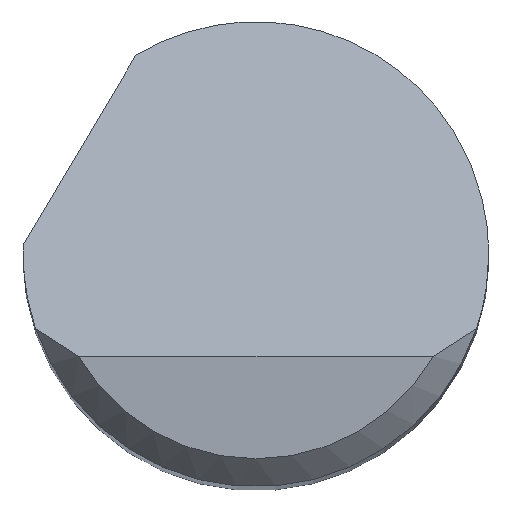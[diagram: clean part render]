
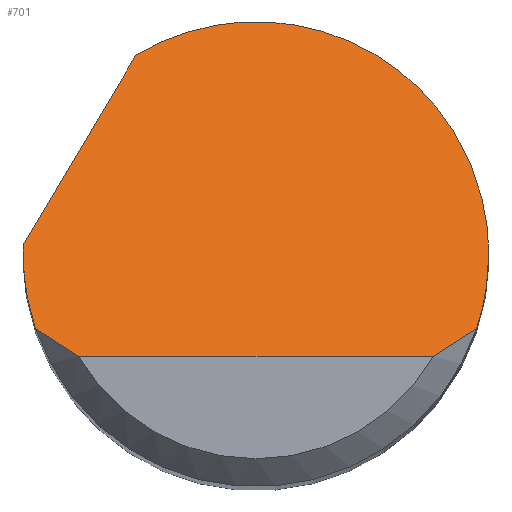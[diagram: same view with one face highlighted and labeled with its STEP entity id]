
A CAD part, top view. The second image highlights one B-rep face of the part: STEP entity #701.
In plain terms, the highlighted planar face has unit normal (0, 0.707, 0.707).
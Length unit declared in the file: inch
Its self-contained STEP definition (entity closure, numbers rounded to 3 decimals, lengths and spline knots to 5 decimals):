
#1 = EDGE_CURVE ( 'NONE', #57, #167, #398, .T. ) ;
#8 = EDGE_CURVE ( 'NONE', #731, #57, #209, .T. ) ;
#20 = CARTESIAN_POINT ( 'NONE',  ( -0.12497, 0.00333, 1.94167 ) ) ;
#21 = CARTESIAN_POINT ( 'NONE',  ( 0.125, 0., 1.945 ) ) ;
#27 = EDGE_CURVE ( 'NONE', #644, #523, #369, .T. ) ;
#29 =( BOUNDED_CURVE ( )  B_SPLINE_CURVE ( 3, ( #266, #248, #20, #483 ),
 .UNSPECIFIED., .F., .F. ) 
 B_SPLINE_CURVE_WITH_KNOTS ( ( 4, 4 ),
 ( 4.71239, 4.7524 ),
 .UNSPECIFIED. ) 
 CURVE ( )  GEOMETRIC_REPRESENTATION_ITEM ( )  RATIONAL_B_SPLINE_CURVE ( ( 1., 1., 1., 1. ) ) 
 REPRESENTATION_ITEM ( '' )  );
#39 = CARTESIAN_POINT ( 'NONE',  ( 0.10339, -0.05031, 1.99531 ) ) ;
#40 = CARTESIAN_POINT ( 'NONE',  ( -0.11843, -0.04, 1.985 ) ) ;
#44 = CARTESIAN_POINT ( 'NONE',  ( -0.06437, 0.10715, 1.83785 ) ) ;
#57 = VERTEX_POINT ( 'NONE', #654 ) ;
#58 = FACE_OUTER_BOUND ( 'NONE', #309, .T. ) ;
#65 = CARTESIAN_POINT ( 'NONE',  ( 0.125, 0., 1.945 ) ) ;
#81 = CARTESIAN_POINT ( 'NONE',  ( 0.125, -0.01363, 1.95863 ) ) ;
#93 = CARTESIAN_POINT ( 'NONE',  ( 0.125, 0.10961, 1.83539 ) ) ;
#95 = CARTESIAN_POINT ( 'NONE',  ( -0.11107, -0.04528, 1.99028 ) ) ;
#144 = CARTESIAN_POINT ( 'NONE',  ( -0.1249, 0.005, 1.94 ) ) ;
#167 = VERTEX_POINT ( 'NONE', #246 ) ;
#171 = DIRECTION ( 'NONE',  ( 0., 0.707, -0.707 ) ) ;
#190 = VECTOR ( 'NONE', #504, 39.37008 ) ;
#204 = VERTEX_POINT ( 'NONE', #144 ) ;
#209 = LINE ( 'NONE', #604, #190 ) ;
#225 = ORIENTED_EDGE ( 'NONE', *, *, #371, .F. ) ;
#246 = CARTESIAN_POINT ( 'NONE',  ( 0.11843, -0.04, 1.985 ) ) ;
#248 = CARTESIAN_POINT ( 'NONE',  ( -0.125, 0.00167, 1.94333 ) ) ;
#249 = CARTESIAN_POINT ( 'NONE',  ( 0.12279, -0.02708, 1.97208 ) ) ;
#266 = CARTESIAN_POINT ( 'NONE',  ( -0.125, 0., 1.945 ) ) ;
#271 = DIRECTION ( 'NONE',  ( 0.386, 0.652, -0.652 ) ) ;
#274 = CARTESIAN_POINT ( 'NONE',  ( 0.0296, 0.1636, 1.7814 ) ) ;
#280 = CARTESIAN_POINT ( 'NONE',  ( 0.09526, -0.055, 2. ) ) ;
#296 = EDGE_CURVE ( 'NONE', #523, #167, #396, .T. ) ;
#298 = ORIENTED_EDGE ( 'NONE', *, *, #647, .F. ) ;
#309 = EDGE_LOOP ( 'NONE', ( #496, #622, #431, #449, #225, #385, #298, #448 ) ) ;
#313 = CARTESIAN_POINT ( 'NONE',  ( -0.06437, 0.10715, 1.83785 ) ) ;
#315 = CARTESIAN_POINT ( 'NONE',  ( -0.12279, -0.02708, 1.97208 ) ) ;
#326 = CARTESIAN_POINT ( 'NONE',  ( 0.11107, -0.04528, 1.99028 ) ) ;
#369 =( BOUNDED_CURVE ( )  B_SPLINE_CURVE ( 3, ( #44, #274, #93, #500 ),
 .UNSPECIFIED., .F., .F. ) 
 B_SPLINE_CURVE_WITH_KNOTS ( ( 4, 4 ),
 ( 5.74227, 7.85398 ),
 .UNSPECIFIED. ) 
 CURVE ( )  GEOMETRIC_REPRESENTATION_ITEM ( )  RATIONAL_B_SPLINE_CURVE ( ( 1., 0.662, 0.662, 1. ) ) 
 REPRESENTATION_ITEM ( '' )  );
#370 = CARTESIAN_POINT ( 'NONE',  ( -0.125, 0., 1.945 ) ) ;
#371 = EDGE_CURVE ( 'NONE', #204, #644, #733, .T. ) ;
#385 = ORIENTED_EDGE ( 'NONE', *, *, #655, .F. ) ;
#396 =( BOUNDED_CURVE ( )  B_SPLINE_CURVE ( 3, ( #21, #81, #249, #618 ),
 .UNSPECIFIED., .F., .F. ) 
 B_SPLINE_CURVE_WITH_KNOTS ( ( 4, 4 ),
 ( 1.5708, 1.89653 ),
 .UNSPECIFIED. ) 
 CURVE ( )  GEOMETRIC_REPRESENTATION_ITEM ( )  RATIONAL_B_SPLINE_CURVE ( ( 1., 0.991, 0.991, 1. ) ) 
 REPRESENTATION_ITEM ( '' )  );
#398 = B_SPLINE_CURVE_WITH_KNOTS ( 'NONE', 3,
 ( #280, #39, #326, #554 ),
 .UNSPECIFIED., .F., .F.,
 ( 4, 4 ),
 ( 0., 0.0008 ),
 .UNSPECIFIED. ) ;
#426 = CARTESIAN_POINT ( 'NONE',  ( -0.11843, -0.04, 1.985 ) ) ;
#431 = ORIENTED_EDGE ( 'NONE', *, *, #296, .F. ) ;
#440 = CARTESIAN_POINT ( 'NONE',  ( -0.125, -0.055, 2. ) ) ;
#448 = ORIENTED_EDGE ( 'NONE', *, *, #734, .T. ) ;
#449 = ORIENTED_EDGE ( 'NONE', *, *, #27, .F. ) ;
#450 = DIRECTION ( 'NONE',  ( 0., -0.707, -0.707 ) ) ;
#453 = CARTESIAN_POINT ( 'NONE',  ( -0.10339, -0.05031, 1.99531 ) ) ;
#469 =( BOUNDED_CURVE ( )  B_SPLINE_CURVE ( 3, ( #530, #315, #538, #370 ),
 .UNSPECIFIED., .F., .F. ) 
 B_SPLINE_CURVE_WITH_KNOTS ( ( 4, 4 ),
 ( 4.38666, 4.71239 ),
 .UNSPECIFIED. ) 
 CURVE ( )  GEOMETRIC_REPRESENTATION_ITEM ( )  RATIONAL_B_SPLINE_CURVE ( ( 1., 0.991, 0.991, 1. ) ) 
 REPRESENTATION_ITEM ( '' )  );
#483 = CARTESIAN_POINT ( 'NONE',  ( -0.1249, 0.005, 1.94 ) ) ;
#496 = ORIENTED_EDGE ( 'NONE', *, *, #8, .T. ) ;
#500 = CARTESIAN_POINT ( 'NONE',  ( 0.125, 0., 1.945 ) ) ;
#502 = CARTESIAN_POINT ( 'NONE',  ( -0.15516, -0.04606, 1.99106 ) ) ;
#504 = DIRECTION ( 'NONE',  ( 1., 0., 0. ) ) ;
#523 = VERTEX_POINT ( 'NONE', #65 ) ;
#530 = CARTESIAN_POINT ( 'NONE',  ( -0.11843, -0.04, 1.985 ) ) ;
#538 = CARTESIAN_POINT ( 'NONE',  ( -0.125, -0.01363, 1.95863 ) ) ;
#544 = VECTOR ( 'NONE', #271, 39.37008 ) ;
#548 = AXIS2_PLACEMENT_3D ( 'NONE', #440, #450, #171 ) ;
#549 = VERTEX_POINT ( 'NONE', #641 ) ;
#551 = PLANE ( 'NONE',  #548 ) ;
#554 = CARTESIAN_POINT ( 'NONE',  ( 0.11843, -0.04, 1.985 ) ) ;
#604 = CARTESIAN_POINT ( 'NONE',  ( 0., -0.055, 2. ) ) ;
#608 = CARTESIAN_POINT ( 'NONE',  ( -0.09526, -0.055, 2. ) ) ;
#618 = CARTESIAN_POINT ( 'NONE',  ( 0.11843, -0.04, 1.985 ) ) ;
#619 = VERTEX_POINT ( 'NONE', #426 ) ;
#622 = ORIENTED_EDGE ( 'NONE', *, *, #1, .T. ) ;
#631 = B_SPLINE_CURVE_WITH_KNOTS ( 'NONE', 3,
 ( #40, #95, #453, #687 ),
 .UNSPECIFIED., .F., .F.,
 ( 4, 4 ),
 ( 0., 0.0008 ),
 .UNSPECIFIED. ) ;
#641 = CARTESIAN_POINT ( 'NONE',  ( -0.125, 0., 1.945 ) ) ;
#644 = VERTEX_POINT ( 'NONE', #313 ) ;
#647 = EDGE_CURVE ( 'NONE', #619, #549, #469, .T. ) ;
#654 = CARTESIAN_POINT ( 'NONE',  ( 0.09526, -0.055, 2. ) ) ;
#655 = EDGE_CURVE ( 'NONE', #549, #204, #29, .T. ) ;
#687 = CARTESIAN_POINT ( 'NONE',  ( -0.09526, -0.055, 2. ) ) ;
#701 = ADVANCED_FACE ( 'NONE', ( #58 ), #551, .F. ) ;
#731 = VERTEX_POINT ( 'NONE', #608 ) ;
#733 = LINE ( 'NONE', #502, #544 ) ;
#734 = EDGE_CURVE ( 'NONE', #619, #731, #631, .T. ) ;
